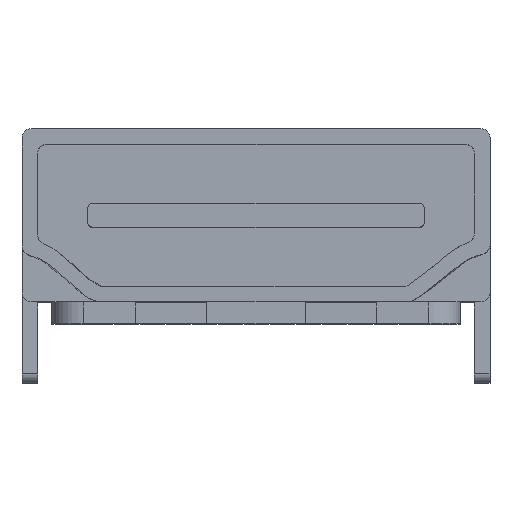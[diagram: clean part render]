
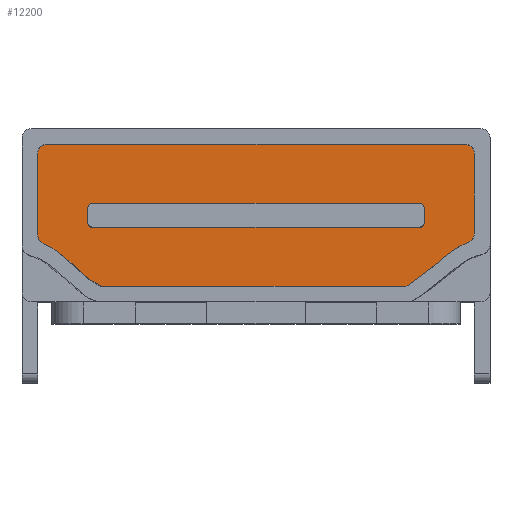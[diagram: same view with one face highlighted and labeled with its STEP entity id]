
A CAD part, top view. The second image highlights one B-rep face of the part: STEP entity #12200.
In plain terms, the highlighted planar face has unit normal (0, 0, 1).
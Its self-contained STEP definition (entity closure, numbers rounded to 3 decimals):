
#4252=DIRECTION('',(1.,0.,0.));
#4253=VECTOR('',#4252,10.4);
#4254=CARTESIAN_POINT('',(-5.2,-0.39,-3.925));
#4255=LINE('',#4254,#4253);
#4259=DIRECTION('',(0.,1.,0.));
#4260=VECTOR('',#4259,0.38);
#4261=CARTESIAN_POINT('',(5.4,-0.19,-3.925));
#4262=LINE('',#4261,#4260);
#4266=DIRECTION('',(-1.,0.,0.));
#4267=VECTOR('',#4266,10.4);
#4268=CARTESIAN_POINT('',(5.2,0.39,-3.925));
#4269=LINE('',#4268,#4267);
#4273=DIRECTION('',(0.,-1.,0.));
#4274=VECTOR('',#4273,0.38);
#4275=CARTESIAN_POINT('',(-5.4,0.19,-3.925));
#4276=LINE('',#4275,#4274);
#4280=CARTESIAN_POINT('',(6.7,-0.587,-3.925));
#4281=DIRECTION('',(0.,0.,1.));
#4282=DIRECTION('',(0.369,-0.929,0.));
#4283=AXIS2_PLACEMENT_3D('',#4280,#4281,#4282);
#4288=CARTESIAN_POINT('',(4.923,-2.223,-3.925));
#4289=CARTESIAN_POINT('',(4.938,-2.213,-3.925));
#4290=CARTESIAN_POINT('',(5.058,-2.13,-3.925));
#4291=CARTESIAN_POINT('',(5.39,-1.9,-3.925));
#4292=CARTESIAN_POINT('',(5.879,-1.455,-3.925));
#4293=CARTESIAN_POINT('',(6.375,-1.065,-3.925));
#4294=CARTESIAN_POINT('',(6.718,-0.903,-3.925));
#4295=CARTESIAN_POINT('',(6.811,-0.866,-3.925));
#4300=CARTESIAN_POINT('',(4.754,-1.975,-3.925));
#4301=DIRECTION('',(0.,0.,1.));
#4302=DIRECTION('',(0.,-1.,0.));
#4303=AXIS2_PLACEMENT_3D('',#4300,#4301,#4302);
#4308=DIRECTION('',(1.,0.,0.));
#4309=VECTOR('',#4308,9.704);
#4310=CARTESIAN_POINT('',(-4.95,-2.275,-3.925));
#4311=LINE('',#4310,#4309);
#4315=CARTESIAN_POINT('',(-6.818,-0.909,-3.925));
#4316=CARTESIAN_POINT('',(-6.727,-0.948,-3.925));
#4317=CARTESIAN_POINT('',(-6.504,-1.059,-3.925));
#4318=CARTESIAN_POINT('',(-6.189,-1.283,-3.925));
#4319=CARTESIAN_POINT('',(-5.892,-1.551,-3.925));
#4320=CARTESIAN_POINT('',(-5.626,-1.811,-3.925));
#4321=CARTESIAN_POINT('',(-5.356,-2.06,-3.925));
#4322=CARTESIAN_POINT('',(-5.087,-2.254,-3.925));
#4323=CARTESIAN_POINT('',(-4.988,-2.275,-3.925));
#4324=CARTESIAN_POINT('',(-4.95,-2.275,-3.925));
#4329=CARTESIAN_POINT('',(-6.7,-0.633,-3.925));
#4330=DIRECTION('',(0.,0.,1.));
#4331=DIRECTION('',(-1.,0.,0.));
#4332=AXIS2_PLACEMENT_3D('',#4329,#4330,#4331);
#4337=DIRECTION('',(0.,1.,0.));
#4338=VECTOR('',#4337,0.05);
#4339=CARTESIAN_POINT('',(-7.,-0.633,-3.925));
#4340=LINE('',#4339,#4338);
#4344=DIRECTION('',(0.,-1.,0.));
#4345=VECTOR('',#4344,2.558);
#4346=CARTESIAN_POINT('',(-7.,1.975,-3.925));
#4347=LINE('',#4346,#4345);
#4351=CARTESIAN_POINT('',(-6.7,1.975,-3.925));
#4352=DIRECTION('',(0.,0.,1.));
#4353=DIRECTION('',(0.,1.,0.));
#4354=AXIS2_PLACEMENT_3D('',#4351,#4352,#4353);
#4359=DIRECTION('',(-1.,0.,0.));
#4360=VECTOR('',#4359,13.4);
#4361=CARTESIAN_POINT('',(6.7,2.275,-3.925));
#4362=LINE('',#4361,#4360);
#4366=CARTESIAN_POINT('',(6.7,1.975,-3.925));
#4367=DIRECTION('',(0.,0.,1.));
#4368=DIRECTION('',(1.,0.,0.));
#4369=AXIS2_PLACEMENT_3D('',#4366,#4367,#4368);
#4374=DIRECTION('',(0.,1.,0.));
#4375=VECTOR('',#4374,2.558);
#4376=CARTESIAN_POINT('',(7.,-0.583,-3.925));
#4377=LINE('',#4376,#4375);
#4381=DIRECTION('',(0.,1.,0.));
#4382=VECTOR('',#4381,0.004);
#4383=CARTESIAN_POINT('',(7.,-0.587,-3.925));
#4384=LINE('',#4383,#4382);
#4402=CARTESIAN_POINT('',(5.2,-0.19,-3.925));
#4403=DIRECTION('',(0.,0.,-1.));
#4404=DIRECTION('',(1.,0.,0.));
#4405=AXIS2_PLACEMENT_3D('',#4402,#4403,#4404);
#4470=CARTESIAN_POINT('',(5.2,0.19,-3.925));
#4471=DIRECTION('',(0.,0.,-1.));
#4472=DIRECTION('',(0.,1.,0.));
#4473=AXIS2_PLACEMENT_3D('',#4470,#4471,#4472);
#4506=CARTESIAN_POINT('',(-5.2,0.19,-3.925));
#4507=DIRECTION('',(0.,0.,-1.));
#4508=DIRECTION('',(-1.,0.,0.));
#4509=AXIS2_PLACEMENT_3D('',#4506,#4507,#4508);
#4528=CARTESIAN_POINT('',(-5.2,-0.19,-3.925));
#4529=DIRECTION('',(0.,0.,-1.));
#4530=DIRECTION('',(0.,-1.,0.));
#4531=AXIS2_PLACEMENT_3D('',#4528,#4529,#4530);
#7352=CARTESIAN_POINT('',(-4.95,-2.275,-3.925));
#7354=VERTEX_POINT('',#7352);
#7355=CARTESIAN_POINT('',(7.,1.975,-3.925));
#7356=CARTESIAN_POINT('',(6.7,2.275,-3.925));
#7357=VERTEX_POINT('',#7355);
#7358=VERTEX_POINT('',#7356);
#7361=CARTESIAN_POINT('',(-6.7,2.275,-3.925));
#7362=CARTESIAN_POINT('',(-7.,1.975,-3.925));
#7363=VERTEX_POINT('',#7361);
#7364=VERTEX_POINT('',#7362);
#7367=CARTESIAN_POINT('',(4.754,-2.275,-3.925));
#7368=CARTESIAN_POINT('',(4.923,-2.223,-3.925));
#7369=VERTEX_POINT('',#7367);
#7370=VERTEX_POINT('',#7368);
#7375=VERTEX_POINT('',#4315);
#7376=VERTEX_POINT('',#4295);
#7780=CARTESIAN_POINT('',(5.4,0.19,-3.925));
#7782=VERTEX_POINT('',#7780);
#7785=CARTESIAN_POINT('',(5.2,0.39,-3.925));
#7786=VERTEX_POINT('',#7785);
#7788=CARTESIAN_POINT('',(5.2,-0.39,-3.925));
#7790=VERTEX_POINT('',#7788);
#7793=CARTESIAN_POINT('',(5.4,-0.19,-3.925));
#7794=VERTEX_POINT('',#7793);
#7796=CARTESIAN_POINT('',(-5.2,0.39,-3.925));
#7798=VERTEX_POINT('',#7796);
#7801=CARTESIAN_POINT('',(-5.4,0.19,-3.925));
#7802=VERTEX_POINT('',#7801);
#7804=CARTESIAN_POINT('',(-5.4,-0.19,-3.925));
#7806=VERTEX_POINT('',#7804);
#7809=CARTESIAN_POINT('',(-5.2,-0.39,-3.925));
#7810=VERTEX_POINT('',#7809);
#8288=CARTESIAN_POINT('',(-7.,-0.583,-3.925));
#8289=VERTEX_POINT('',#8288);
#8290=CARTESIAN_POINT('',(7.,-0.583,-3.925));
#8291=VERTEX_POINT('',#8290);
#8292=CARTESIAN_POINT('',(-7.,-0.633,-3.925));
#8293=VERTEX_POINT('',#8292);
#8296=CARTESIAN_POINT('',(7.,-0.587,-3.925));
#8297=VERTEX_POINT('',#8296);
#12159=CARTESIAN_POINT('',(0.,-2.775,-3.925));
#12160=DIRECTION('',(0.,0.,1.));
#12161=DIRECTION('',(1.,0.,0.));
#12162=AXIS2_PLACEMENT_3D('',#12159,#12160,#12161);
#12163=PLANE('',#12162);
#12164=ORIENTED_EDGE('',*,*,#9423,.F.);
#12166=ORIENTED_EDGE('',*,*,#12165,.F.);
#12167=ORIENTED_EDGE('',*,*,#12150,.F.);
#12168=ORIENTED_EDGE('',*,*,#12085,.F.);
#12170=ORIENTED_EDGE('',*,*,#12169,.F.);
#12171=ORIENTED_EDGE('',*,*,#9765,.F.);
#12172=ORIENTED_EDGE('',*,*,#9809,.T.);
#12173=ORIENTED_EDGE('',*,*,#9535,.F.);
#12174=ORIENTED_EDGE('',*,*,#9497,.F.);
#12175=ORIENTED_EDGE('',*,*,#8940,.F.);
#12176=ORIENTED_EDGE('',*,*,#9021,.F.);
#12177=ORIENTED_EDGE('',*,*,#9038,.F.);
#12179=ORIENTED_EDGE('',*,*,#12178,.F.);
#12180=EDGE_LOOP('',(#12164,#12166,#12167,#12168,#12170,#12171,#12172,#12173,
#12174,#12175,#12176,#12177,#12179));
#12181=FACE_OUTER_BOUND('',#12180,.F.);
#12183=ORIENTED_EDGE('',*,*,#12182,.T.);
#12185=ORIENTED_EDGE('',*,*,#12184,.F.);
#12187=ORIENTED_EDGE('',*,*,#12186,.T.);
#12189=ORIENTED_EDGE('',*,*,#12188,.F.);
#12191=ORIENTED_EDGE('',*,*,#12190,.T.);
#12193=ORIENTED_EDGE('',*,*,#12192,.F.);
#12195=ORIENTED_EDGE('',*,*,#12194,.T.);
#12197=ORIENTED_EDGE('',*,*,#12196,.F.);
#12198=EDGE_LOOP('',(#12183,#12185,#12187,#12189,#12191,#12193,#12195,#12197));
#12199=FACE_BOUND('',#12198,.F.);
#12200=ADVANCED_FACE('',(#12181,#12199),#12163,.T.);
#4284=CIRCLE('',#4283,0.3);
#4296=B_SPLINE_CURVE_WITH_KNOTS('',3,(#4288,#4289,#4290,#4291,#4292,#4293,#4294,
#4295),.UNSPECIFIED.,.F.,.F.,(4,1,1,1,1,4),(0.,0.024,
0.187,0.521,0.873,1.),.UNSPECIFIED.);
#4304=CIRCLE('',#4303,0.3);
#4325=B_SPLINE_CURVE_WITH_KNOTS('',3,(#4315,#4316,#4317,#4318,#4319,#4320,#4321,
#4322,#4323,#4324),.UNSPECIFIED.,.F.,.F.,(4,1,1,1,1,1,1,4),(0.,
0.095,0.24,0.385,0.53,
0.676,0.838,1.),.UNSPECIFIED.);
#4333=CIRCLE('',#4332,0.3);
#4355=CIRCLE('',#4354,0.3);
#4370=CIRCLE('',#4369,0.3);
#4406=CIRCLE('',#4405,0.2);
#4474=CIRCLE('',#4473,0.2);
#4510=CIRCLE('',#4509,0.2);
#4532=CIRCLE('',#4531,0.2);
#8940=EDGE_CURVE('',#7358,#7363,#4362,.T.);
#9021=EDGE_CURVE('',#7357,#7358,#4370,.T.);
#9038=EDGE_CURVE('',#8291,#7357,#4377,.T.);
#9423=EDGE_CURVE('',#7376,#8297,#4284,.T.);
#9497=EDGE_CURVE('',#7363,#7364,#4355,.T.);
#9535=EDGE_CURVE('',#7364,#8289,#4347,.T.);
#9765=EDGE_CURVE('',#8293,#7375,#4333,.T.);
#9809=EDGE_CURVE('',#8293,#8289,#4340,.T.);
#12085=EDGE_CURVE('',#7354,#7369,#4311,.T.);
#12150=EDGE_CURVE('',#7369,#7370,#4304,.T.);
#12165=EDGE_CURVE('',#7370,#7376,#4296,.T.);
#12169=EDGE_CURVE('',#7375,#7354,#4325,.T.);
#12178=EDGE_CURVE('',#8297,#8291,#4384,.T.);
#12182=EDGE_CURVE('',#7810,#7790,#4255,.T.);
#12184=EDGE_CURVE('',#7794,#7790,#4406,.T.);
#12186=EDGE_CURVE('',#7794,#7782,#4262,.T.);
#12188=EDGE_CURVE('',#7786,#7782,#4474,.T.);
#12190=EDGE_CURVE('',#7786,#7798,#4269,.T.);
#12192=EDGE_CURVE('',#7802,#7798,#4510,.T.);
#12194=EDGE_CURVE('',#7802,#7806,#4276,.T.);
#12196=EDGE_CURVE('',#7810,#7806,#4532,.T.);
